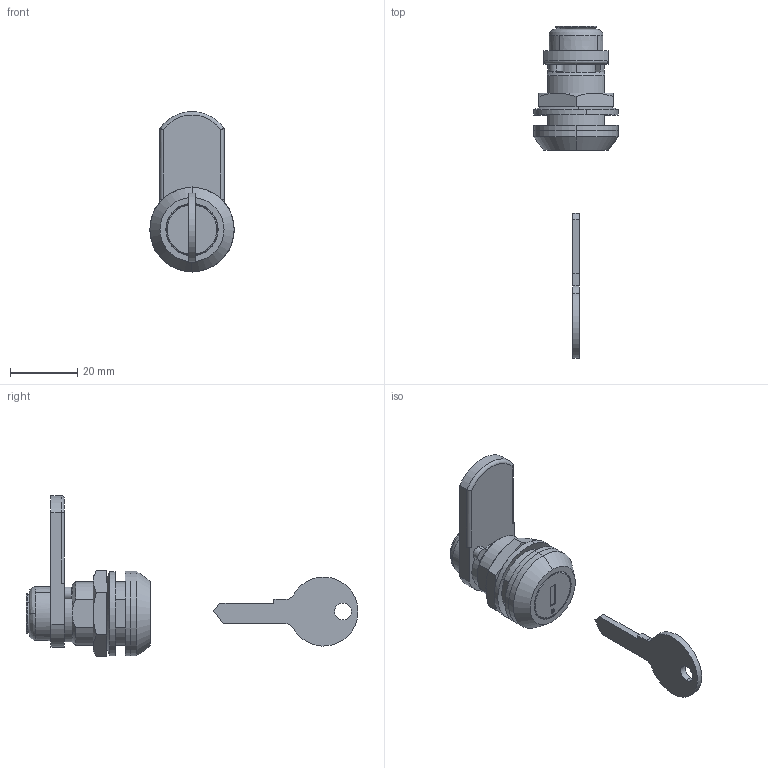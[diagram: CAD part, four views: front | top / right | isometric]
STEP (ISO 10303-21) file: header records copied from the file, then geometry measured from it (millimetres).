
FILE_DESCRIPTION( (''), '2;1');
FILE_NAME ('PC009.143956.TL_438_2_17532.stp','2025-03-04T12:01:01',(''),(''),'spGate 19.8.4 (****-****-****-****)','','');
FILE_SCHEMA (('AUTOMOTIVE_DESIGN'));
Length unit declared in the file: millimetre
Products named in the file (10): Assembly; 止め金具; TL_438_M1; TL_438_M2; TL_438_M4; TL_438_M5; TL_438_M6; TL_438_M7; TL_438_M8; TL_438_M9
Assembly tree (9 placements, depth 2):
  Assembly
    止め金具
    TL_438_M1
    TL_438_M2
    TL_438_M4
    TL_438_M5
    TL_438_M6
    TL_438_M7
    TL_438_M8
    TL_438_M9
Bounding box: 25 x 98.48 x 47.7 mm (x, y, z)
Volume: 13669.1 mm3; surface area: 11279.8 mm2
Topology: 9 solids, 9 shells, 144 faces, 366 edges, 248 vertices
Faces by surface type: plane 66, cylinder 55, bspline 22, sphere 1
Entity records: 8780 total; most frequent: CARTESIAN_POINT 2087, DIRECTION 761, ORIENTED_EDGE 732, COLOUR_RGB 519, PRESENTATION_STYLE_ASSIGNMENT 519, STYLED_ITEM 519, EDGE_CURVE 366, DRAUGHTING_PRE_DEFINED_CURVE_FONT 366
